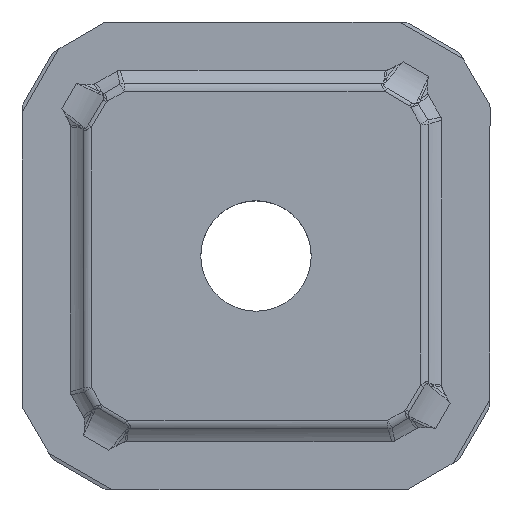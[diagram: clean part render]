
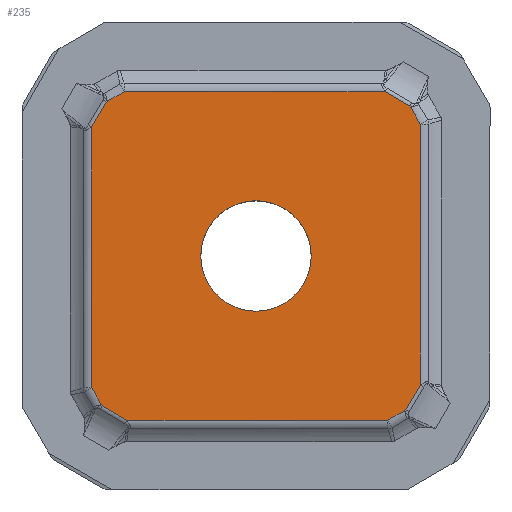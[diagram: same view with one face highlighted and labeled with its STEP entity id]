
A CAD part, top view. The second image highlights one B-rep face of the part: STEP entity #235.
In plain terms, the highlighted planar face has unit normal (0, 0, 1).
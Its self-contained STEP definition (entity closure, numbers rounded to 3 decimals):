
#46=PLANE('',#2770);
#77=FACE_BOUND('',#604,.T.);
#78=FACE_BOUND('',#605,.T.);
#149=CIRCLE('',#2769,2.25);
#235=ADVANCED_FACE('',(#77,#78),#46,.T.);
#604=EDGE_LOOP('',(#1304));
#605=EDGE_LOOP('',(#1305,#1306,#1307,#1308,#1309,#1310,#1311,#1312,#1313,
#1314,#1315,#1316,#1317,#1318,#1319,#1320));
#804=B_SPLINE_CURVE_WITH_KNOTS('',3,(#4427,#4428,#4429,#4430),
 .UNSPECIFIED.,.F.,.F.,(4,4),(0.,1.),.UNSPECIFIED.);
#805=B_SPLINE_CURVE_WITH_KNOTS('',3,(#4439,#4440,#4441,#4442),
 .UNSPECIFIED.,.F.,.F.,(4,4),(0.,1.),.UNSPECIFIED.);
#806=B_SPLINE_CURVE_WITH_KNOTS('',3,(#4450,#4451,#4452,#4453),
 .UNSPECIFIED.,.F.,.F.,(4,4),(0.,1.),.UNSPECIFIED.);
#807=B_SPLINE_CURVE_WITH_KNOTS('',3,(#4461,#4462,#4463,#4464),
 .UNSPECIFIED.,.F.,.F.,(4,4),(0.,1.),.UNSPECIFIED.);
#880=LINE('',#4433,#1032);
#881=LINE('',#4435,#1033);
#882=LINE('',#4437,#1034);
#883=LINE('',#4444,#1035);
#884=LINE('',#4446,#1036);
#885=LINE('',#4448,#1037);
#886=LINE('',#4455,#1038);
#887=LINE('',#4457,#1039);
#888=LINE('',#4459,#1040);
#889=LINE('',#4466,#1041);
#890=LINE('',#4468,#1042);
#891=LINE('',#4470,#1043);
#1032=VECTOR('',#3067,1.);
#1033=VECTOR('',#3068,1.);
#1034=VECTOR('',#3069,1.);
#1035=VECTOR('',#3070,1.);
#1036=VECTOR('',#3071,1.);
#1037=VECTOR('',#3072,1.);
#1038=VECTOR('',#3073,1.);
#1039=VECTOR('',#3074,1.);
#1040=VECTOR('',#3075,1.);
#1041=VECTOR('',#3076,1.);
#1042=VECTOR('',#3077,1.);
#1043=VECTOR('',#3078,1.);
#1304=ORIENTED_EDGE('',*,*,#2350,.F.);
#1305=ORIENTED_EDGE('',*,*,#2351,.T.);
#1306=ORIENTED_EDGE('',*,*,#2352,.T.);
#1307=ORIENTED_EDGE('',*,*,#2353,.T.);
#1308=ORIENTED_EDGE('',*,*,#2354,.T.);
#1309=ORIENTED_EDGE('',*,*,#2355,.T.);
#1310=ORIENTED_EDGE('',*,*,#2356,.T.);
#1311=ORIENTED_EDGE('',*,*,#2357,.T.);
#1312=ORIENTED_EDGE('',*,*,#2358,.T.);
#1313=ORIENTED_EDGE('',*,*,#2359,.T.);
#1314=ORIENTED_EDGE('',*,*,#2360,.T.);
#1315=ORIENTED_EDGE('',*,*,#2361,.T.);
#1316=ORIENTED_EDGE('',*,*,#2362,.T.);
#1317=ORIENTED_EDGE('',*,*,#2363,.T.);
#1318=ORIENTED_EDGE('',*,*,#2364,.T.);
#1319=ORIENTED_EDGE('',*,*,#2365,.T.);
#1320=ORIENTED_EDGE('',*,*,#2366,.T.);
#2060=VERTEX_POINT('',#4426);
#2061=VERTEX_POINT('',#4431);
#2062=VERTEX_POINT('',#4432);
#2063=VERTEX_POINT('',#4434);
#2064=VERTEX_POINT('',#4436);
#2065=VERTEX_POINT('',#4438);
#2066=VERTEX_POINT('',#4443);
#2067=VERTEX_POINT('',#4445);
#2068=VERTEX_POINT('',#4447);
#2069=VERTEX_POINT('',#4449);
#2070=VERTEX_POINT('',#4454);
#2071=VERTEX_POINT('',#4456);
#2072=VERTEX_POINT('',#4458);
#2073=VERTEX_POINT('',#4460);
#2074=VERTEX_POINT('',#4465);
#2075=VERTEX_POINT('',#4467);
#2076=VERTEX_POINT('',#4469);
#2350=EDGE_CURVE('',#2060,#2060,#149,.T.);
#2351=EDGE_CURVE('',#2061,#2062,#804,.T.);
#2352=EDGE_CURVE('',#2062,#2063,#880,.T.);
#2353=EDGE_CURVE('',#2063,#2064,#881,.T.);
#2354=EDGE_CURVE('',#2064,#2065,#882,.T.);
#2355=EDGE_CURVE('',#2065,#2066,#805,.T.);
#2356=EDGE_CURVE('',#2066,#2067,#883,.T.);
#2357=EDGE_CURVE('',#2067,#2068,#884,.T.);
#2358=EDGE_CURVE('',#2068,#2069,#885,.T.);
#2359=EDGE_CURVE('',#2069,#2070,#806,.T.);
#2360=EDGE_CURVE('',#2070,#2071,#886,.T.);
#2361=EDGE_CURVE('',#2071,#2072,#887,.T.);
#2362=EDGE_CURVE('',#2072,#2073,#888,.T.);
#2363=EDGE_CURVE('',#2073,#2074,#807,.T.);
#2364=EDGE_CURVE('',#2074,#2075,#889,.T.);
#2365=EDGE_CURVE('',#2075,#2076,#890,.T.);
#2366=EDGE_CURVE('',#2076,#2061,#891,.T.);
#2769=AXIS2_PLACEMENT_3D('',#4425,#3065,#3066);
#2770=AXIS2_PLACEMENT_3D('',#4471,#3079,#3080);
#3065=DIRECTION('',(0.,0.,1.));
#3066=DIRECTION('',(1.,0.,0.));
#3067=DIRECTION('',(0.866,-0.5,0.));
#3068=DIRECTION('',(1.,0.,0.));
#3069=DIRECTION('',(0.866,0.5,0.));
#3070=DIRECTION('',(0.5,0.866,0.));
#3071=DIRECTION('',(0.,1.,0.));
#3072=DIRECTION('',(-0.5,0.866,0.));
#3073=DIRECTION('',(-0.866,0.5,0.));
#3074=DIRECTION('',(-1.,0.,0.));
#3075=DIRECTION('',(-0.866,-0.5,0.));
#3076=DIRECTION('',(-0.5,-0.866,0.));
#3077=DIRECTION('',(0.,-1.,0.));
#3078=DIRECTION('',(0.5,-0.866,0.));
#3079=DIRECTION('',(0.,0.,1.));
#3080=DIRECTION('',(1.,0.,0.));
#4425=CARTESIAN_POINT('',(0.,0.,0.5));
#4426=CARTESIAN_POINT('',(2.25,0.,0.5));
#4427=CARTESIAN_POINT('',(-6.305,-6.031,0.5));
#4428=CARTESIAN_POINT('',(-6.291,-6.055,0.5));
#4429=CARTESIAN_POINT('',(-6.278,-6.08,0.5));
#4430=CARTESIAN_POINT('',(-6.267,-6.105,0.5));
#4431=CARTESIAN_POINT('',(-6.305,-6.031,0.5));
#4432=CARTESIAN_POINT('',(-6.267,-6.105,0.5));
#4433=CARTESIAN_POINT('',(-0.086,-9.674,0.5));
#4434=CARTESIAN_POINT('',(-5.256,-6.689,0.5));
#4435=CARTESIAN_POINT('',(0.,-6.689,0.5));
#4436=CARTESIAN_POINT('',(5.365,-6.689,0.5));
#4437=CARTESIAN_POINT('',(11.381,-3.215,0.5));
#4438=CARTESIAN_POINT('',(6.031,-6.305,0.5));
#4439=CARTESIAN_POINT('',(6.031,-6.305,0.5));
#4440=CARTESIAN_POINT('',(6.055,-6.291,0.5));
#4441=CARTESIAN_POINT('',(6.08,-6.278,0.5));
#4442=CARTESIAN_POINT('',(6.105,-6.267,0.5));
#4443=CARTESIAN_POINT('',(6.105,-6.267,0.5));
#4444=CARTESIAN_POINT('',(9.674,-0.086,0.5));
#4445=CARTESIAN_POINT('',(6.689,-5.256,0.5));
#4446=CARTESIAN_POINT('',(6.689,-5.925,0.5));
#4447=CARTESIAN_POINT('',(6.689,5.365,0.5));
#4448=CARTESIAN_POINT('',(3.215,11.381,0.5));
#4449=CARTESIAN_POINT('',(6.305,6.031,0.5));
#4450=CARTESIAN_POINT('',(6.305,6.031,0.5));
#4451=CARTESIAN_POINT('',(6.291,6.055,0.5));
#4452=CARTESIAN_POINT('',(6.278,6.08,0.5));
#4453=CARTESIAN_POINT('',(6.267,6.105,0.5));
#4454=CARTESIAN_POINT('',(6.267,6.105,0.5));
#4455=CARTESIAN_POINT('',(0.086,9.674,0.5));
#4456=CARTESIAN_POINT('',(5.256,6.689,0.5));
#4457=CARTESIAN_POINT('',(5.925,6.689,0.5));
#4458=CARTESIAN_POINT('',(-5.365,6.689,0.5));
#4459=CARTESIAN_POINT('',(-11.381,3.215,0.5));
#4460=CARTESIAN_POINT('',(-6.031,6.305,0.5));
#4461=CARTESIAN_POINT('',(-6.031,6.305,0.5));
#4462=CARTESIAN_POINT('',(-6.055,6.291,0.5));
#4463=CARTESIAN_POINT('',(-6.08,6.278,0.5));
#4464=CARTESIAN_POINT('',(-6.105,6.267,0.5));
#4465=CARTESIAN_POINT('',(-6.105,6.267,0.5));
#4466=CARTESIAN_POINT('',(-9.674,0.086,0.5));
#4467=CARTESIAN_POINT('',(-6.689,5.256,0.5));
#4468=CARTESIAN_POINT('',(-6.689,-5.321,0.5));
#4469=CARTESIAN_POINT('',(-6.689,-5.365,0.5));
#4470=CARTESIAN_POINT('',(-3.215,-11.381,0.5));
#4471=CARTESIAN_POINT('',(0.,-9.525,0.5));
